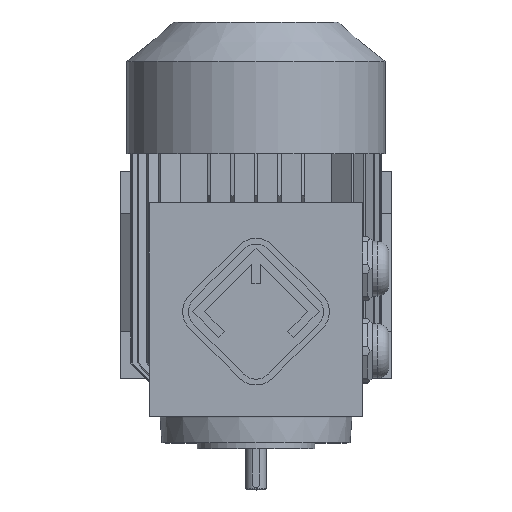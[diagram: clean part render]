
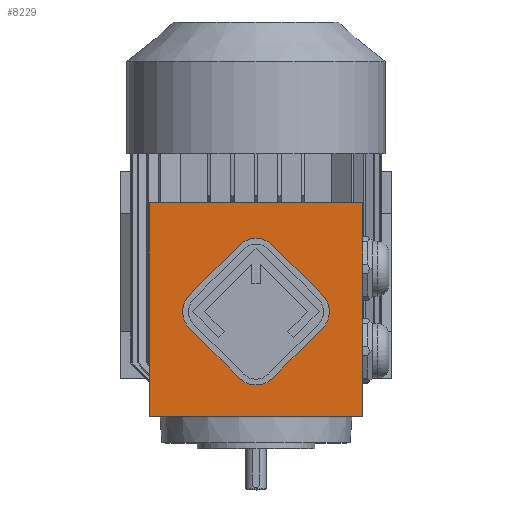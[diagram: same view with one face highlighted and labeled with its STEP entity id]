
A CAD part, top view. The second image highlights one B-rep face of the part: STEP entity #8229.
In plain terms, the highlighted planar face has unit normal (0, 0, 1).
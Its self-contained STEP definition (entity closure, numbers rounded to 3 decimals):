
#229=CIRCLE('',#8578,10.);
#230=CIRCLE('',#8579,10.);
#231=CIRCLE('',#8580,10.);
#232=CIRCLE('',#8581,10.);
#491=ORIENTED_EDGE('',*,*,#2259,.T.);
#492=ORIENTED_EDGE('',*,*,#2260,.T.);
#493=ORIENTED_EDGE('',*,*,#2261,.T.);
#494=ORIENTED_EDGE('',*,*,#2262,.T.);
#495=ORIENTED_EDGE('',*,*,#2263,.F.);
#496=ORIENTED_EDGE('',*,*,#2264,.F.);
#497=ORIENTED_EDGE('',*,*,#2265,.F.);
#498=ORIENTED_EDGE('',*,*,#2266,.F.);
#499=ORIENTED_EDGE('',*,*,#2267,.F.);
#500=ORIENTED_EDGE('',*,*,#2268,.F.);
#501=ORIENTED_EDGE('',*,*,#2269,.F.);
#502=ORIENTED_EDGE('',*,*,#2270,.F.);
#2259=EDGE_CURVE('',#3143,#3144,#3741,.T.);
#2260=EDGE_CURVE('',#3144,#3145,#3742,.T.);
#2261=EDGE_CURVE('',#3145,#3146,#3743,.T.);
#2262=EDGE_CURVE('',#3146,#3143,#3744,.T.);
#2263=EDGE_CURVE('',#3147,#3148,#229,.T.);
#2264=EDGE_CURVE('',#3149,#3147,#3745,.T.);
#2265=EDGE_CURVE('',#3150,#3149,#230,.T.);
#2266=EDGE_CURVE('',#3151,#3150,#3746,.T.);
#2267=EDGE_CURVE('',#3152,#3151,#231,.T.);
#2268=EDGE_CURVE('',#3153,#3152,#3747,.T.);
#2269=EDGE_CURVE('',#3154,#3153,#232,.T.);
#2270=EDGE_CURVE('',#3148,#3154,#3748,.T.);
#3143=VERTEX_POINT('',#10995);
#3144=VERTEX_POINT('',#10996);
#3145=VERTEX_POINT('',#10998);
#3146=VERTEX_POINT('',#11000);
#3147=VERTEX_POINT('',#11003);
#3148=VERTEX_POINT('',#11004);
#3149=VERTEX_POINT('',#11006);
#3150=VERTEX_POINT('',#11008);
#3151=VERTEX_POINT('',#11010);
#3152=VERTEX_POINT('',#11012);
#3153=VERTEX_POINT('',#11014);
#3154=VERTEX_POINT('',#11016);
#3741=LINE('',#10994,#4292);
#3742=LINE('',#10997,#4293);
#3743=LINE('',#10999,#4294);
#3744=LINE('',#11001,#4295);
#3745=LINE('',#11005,#4296);
#3746=LINE('',#11009,#4297);
#3747=LINE('',#11013,#4298);
#3748=LINE('',#11017,#4299);
#4292=VECTOR('',#9211,1000.);
#4293=VECTOR('',#9212,1000.);
#4294=VECTOR('',#9213,1000.);
#4295=VECTOR('',#9214,1000.);
#4296=VECTOR('',#9217,1000.);
#4297=VECTOR('',#9220,1000.);
#4298=VECTOR('',#9223,1000.);
#4299=VECTOR('',#9226,1000.);
#4828=EDGE_LOOP('',(#491,#492,#493,#494));
#4829=EDGE_LOOP('',(#495,#496,#497,#498,#499,#500,#501,#502));
#5225=FACE_BOUND('',#4828,.T.);
#5226=FACE_BOUND('',#4829,.T.);
#5626=PLANE('',#8577);
#8229=ADVANCED_FACE('',(#5225,#5226),#5626,.F.);
#8577=AXIS2_PLACEMENT_3D('',#10993,#9209,#9210);
#8578=AXIS2_PLACEMENT_3D('',#11002,#9215,#9216);
#8579=AXIS2_PLACEMENT_3D('',#11007,#9218,#9219);
#8580=AXIS2_PLACEMENT_3D('',#11011,#9221,#9222);
#8581=AXIS2_PLACEMENT_3D('',#11015,#9224,#9225);
#9209=DIRECTION('',(0.,0.,-1.));
#9210=DIRECTION('',(-1.,0.,0.));
#9211=DIRECTION('',(0.,1.,0.));
#9212=DIRECTION('',(-1.,0.,0.));
#9213=DIRECTION('',(0.,-1.,0.));
#9214=DIRECTION('',(1.,0.,0.));
#9215=DIRECTION('',(0.,0.,1.));
#9216=DIRECTION('',(0.,1.,0.));
#9217=DIRECTION('',(0.707,0.707,0.));
#9218=DIRECTION('',(0.,0.,1.));
#9219=DIRECTION('',(0.,1.,0.));
#9220=DIRECTION('',(0.707,-0.707,0.));
#9221=DIRECTION('',(0.,0.,1.));
#9222=DIRECTION('',(0.,1.,0.));
#9223=DIRECTION('',(-0.707,-0.707,0.));
#9224=DIRECTION('',(0.,0.,1.));
#9225=DIRECTION('',(0.,-1.,0.));
#9226=DIRECTION('',(-0.707,0.707,0.));
#10993=CARTESIAN_POINT('',(0.,0.,94.));
#10994=CARTESIAN_POINT('',(45.5,-10.,94.));
#10995=CARTESIAN_POINT('',(45.5,-10.,94.));
#10996=CARTESIAN_POINT('',(45.5,81.,94.));
#10997=CARTESIAN_POINT('',(45.5,81.,94.));
#10998=CARTESIAN_POINT('',(-45.5,81.,94.));
#10999=CARTESIAN_POINT('',(-45.5,81.,94.));
#11000=CARTESIAN_POINT('',(-45.5,-10.,94.));
#11001=CARTESIAN_POINT('',(-45.5,-10.,94.));
#11002=CARTESIAN_POINT('',(21.213,34.683,94.));
#11003=CARTESIAN_POINT('',(28.284,27.611,94.));
#11004=CARTESIAN_POINT('',(28.284,41.754,94.));
#11005=CARTESIAN_POINT('',(7.071,6.398,94.));
#11006=CARTESIAN_POINT('',(7.071,6.398,94.));
#11007=CARTESIAN_POINT('',(0.,13.469,94.));
#11008=CARTESIAN_POINT('',(-7.071,6.398,94.));
#11009=CARTESIAN_POINT('',(-28.284,27.611,94.));
#11010=CARTESIAN_POINT('',(-28.284,27.611,94.));
#11011=CARTESIAN_POINT('',(-21.213,34.683,94.));
#11012=CARTESIAN_POINT('',(-28.284,41.754,94.));
#11013=CARTESIAN_POINT('',(-7.071,62.967,94.));
#11014=CARTESIAN_POINT('',(-7.071,62.967,94.));
#11015=CARTESIAN_POINT('',(0.,55.896,94.));
#11016=CARTESIAN_POINT('',(7.071,62.967,94.));
#11017=CARTESIAN_POINT('',(28.284,41.754,94.));
